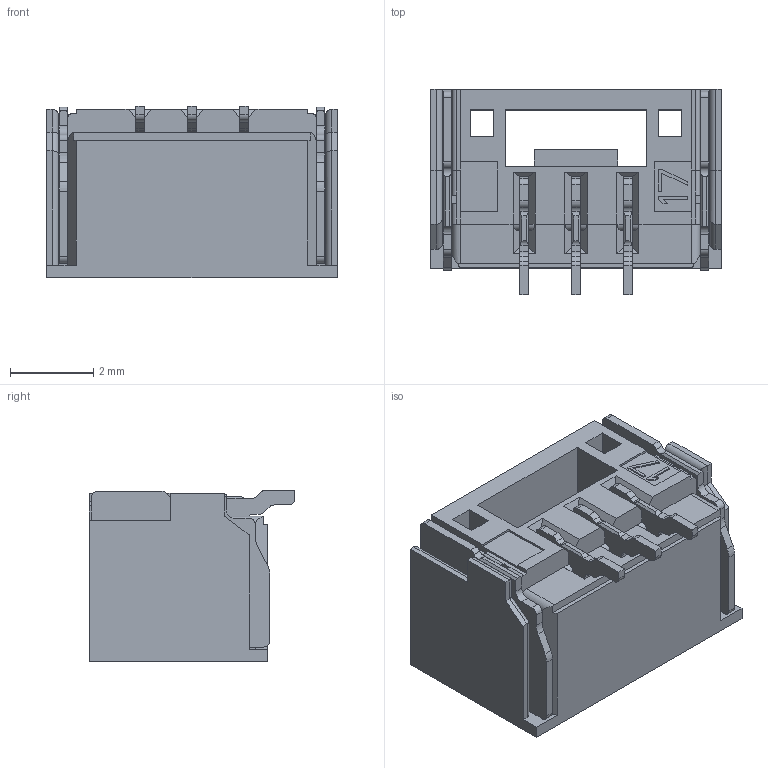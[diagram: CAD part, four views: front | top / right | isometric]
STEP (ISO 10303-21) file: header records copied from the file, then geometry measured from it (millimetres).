
FILE_DESCRIPTION (( 'STEP AP214' ), '1' );
FILE_NAME ('WF14-0N03T41N11.STEP', '2023-08-14T12:41:10', ( '' ), ( '' ), 'SwSTEP 2.0', 'SolidWorks 2023', '' );
FILE_SCHEMA (( 'AUTOMOTIVE_DESIGN' ));
Length unit declared in the file: millimetre
Products named in the file (1): WF14-0N03T41N11
Bounding box: 7 x 4.95 x 4.12 mm (x, y, z)
Volume: 72.3 mm3; surface area: 344.1 mm2
Topology: 1 solids, 1 shells, 483 faces, 1442 edges, 932 vertices
Faces by surface type: plane 328, cylinder 155
Entity records: 21472 total; most frequent: CARTESIAN_POINT 2948, ORIENTED_EDGE 2884, DIRECTION 2660, EDGE_CURVE 1442, VECTOR 1132, LINE 1132, VERTEX_POINT 932, AXIS2_PLACEMENT_3D 764
